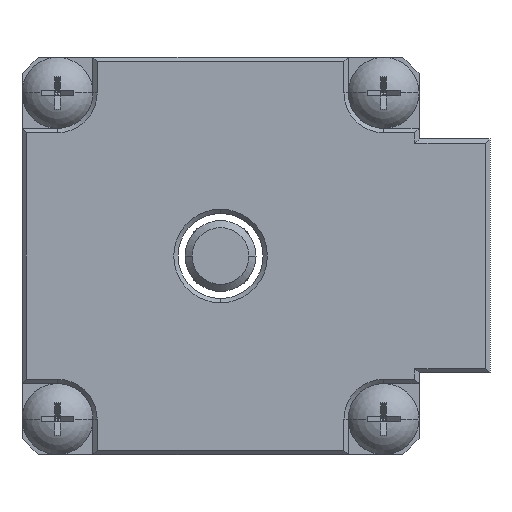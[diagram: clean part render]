
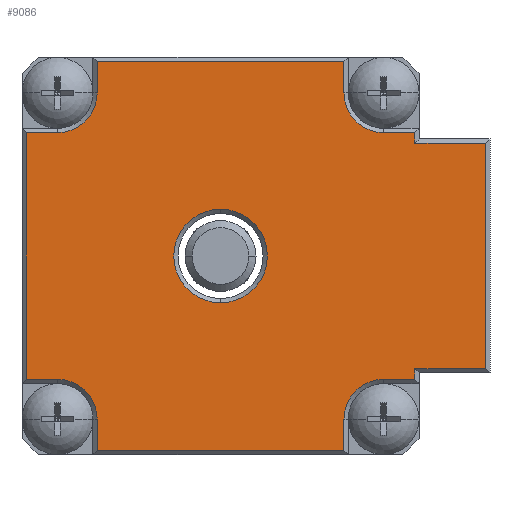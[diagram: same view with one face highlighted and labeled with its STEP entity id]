
A CAD part, front view. The second image highlights one B-rep face of the part: STEP entity #9086.
In plain terms, the highlighted planar face has unit normal (0, -1, 0).
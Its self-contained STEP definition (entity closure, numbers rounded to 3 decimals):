
#2165=DIRECTION('',(0.,0.,1.));
#2166=VECTOR('',#2165,0.75);
#2167=CARTESIAN_POINT('',(13.7,-2.5,7.95));
#2168=LINE('',#2167,#2166);
#2169=DIRECTION('',(-1.,0.,0.));
#2170=VECTOR('',#2169,5.);
#2171=CARTESIAN_POINT('',(18.7,-2.5,7.95));
#2172=LINE('',#2171,#2170);
#2173=DIRECTION('',(0.,0.,-1.));
#2174=VECTOR('',#2173,15.9);
#2175=CARTESIAN_POINT('',(18.7,-2.5,7.95));
#2176=LINE('',#2175,#2174);
#2177=DIRECTION('',(-1.,0.,0.));
#2178=VECTOR('',#2177,5.);
#2179=CARTESIAN_POINT('',(18.7,-2.5,-7.95));
#2180=LINE('',#2179,#2178);
#2181=DIRECTION('',(0.,0.,1.));
#2182=VECTOR('',#2181,0.75);
#2183=CARTESIAN_POINT('',(13.7,-2.5,-8.7));
#2184=LINE('',#2183,#2182);
#2185=DIRECTION('',(1.,0.,0.));
#2186=VECTOR('',#2185,2.2);
#2187=CARTESIAN_POINT('',(11.5,-2.5,
-8.7));
#2188=LINE('',#2187,#2186);
#2189=CARTESIAN_POINT('',(11.5,-2.5,-11.5));
#2190=DIRECTION('',(0.,1.,0.));
#2191=DIRECTION('',(-1.,0.,0.));
#2192=AXIS2_PLACEMENT_3D('',#2189,#2190,#2191);
#2194=DIRECTION('',(0.,0.,1.));
#2195=VECTOR('',#2194,2.2);
#2196=CARTESIAN_POINT('',(8.7,-2.5,-13.7));
#2197=LINE('',#2196,#2195);
#2198=DIRECTION('',(1.,0.,0.));
#2199=VECTOR('',#2198,17.4);
#2200=CARTESIAN_POINT('',(-8.7,-2.5,-13.7));
#2201=LINE('',#2200,#2199);
#2202=DIRECTION('',(0.,0.,-1.));
#2203=VECTOR('',#2202,2.2);
#2204=CARTESIAN_POINT('',(-8.7,-2.5,
-11.5));
#2205=LINE('',#2204,#2203);
#2206=CARTESIAN_POINT('',(-11.5,-2.5,-11.5));
#2207=DIRECTION('',(0.,1.,0.));
#2208=DIRECTION('',(0.,0.,1.));
#2209=AXIS2_PLACEMENT_3D('',#2206,#2207,#2208);
#2211=DIRECTION('',(1.,0.,0.));
#2212=VECTOR('',#2211,2.2);
#2213=CARTESIAN_POINT('',(-13.7,-2.5,-8.7));
#2214=LINE('',#2213,#2212);
#2215=DIRECTION('',(0.,0.,-1.));
#2216=VECTOR('',#2215,17.4);
#2217=CARTESIAN_POINT('',(-13.7,-2.5,8.7));
#2218=LINE('',#2217,#2216);
#2219=DIRECTION('',(-1.,0.,0.));
#2220=VECTOR('',#2219,2.2);
#2221=CARTESIAN_POINT('',(-11.5,-2.5,
8.7));
#2222=LINE('',#2221,#2220);
#2223=CARTESIAN_POINT('',(-11.5,-2.5,11.5));
#2224=DIRECTION('',(0.,1.,0.));
#2225=DIRECTION('',(1.,0.,0.));
#2226=AXIS2_PLACEMENT_3D('',#2223,#2224,#2225);
#2228=DIRECTION('',(0.,0.,-1.));
#2229=VECTOR('',#2228,2.2);
#2230=CARTESIAN_POINT('',(-8.7,-2.5,13.7));
#2231=LINE('',#2230,#2229);
#2232=DIRECTION('',(-1.,0.,0.));
#2233=VECTOR('',#2232,17.4);
#2234=CARTESIAN_POINT('',(8.7,-2.5,13.7));
#2235=LINE('',#2234,#2233);
#2236=DIRECTION('',(0.,0.,1.));
#2237=VECTOR('',#2236,2.2);
#2238=CARTESIAN_POINT('',(8.7,-2.5,11.5));
#2239=LINE('',#2238,#2237);
#2240=CARTESIAN_POINT('',(11.5,-2.5,11.5));
#2241=DIRECTION('',(0.,1.,0.));
#2242=DIRECTION('',(0.,0.,-1.));
#2243=AXIS2_PLACEMENT_3D('',#2240,#2241,#2242);
#2245=DIRECTION('',(-1.,0.,0.));
#2246=VECTOR('',#2245,2.2);
#2247=CARTESIAN_POINT('',(13.7,-2.5,8.7));
#2248=LINE('',#2247,#2246);
#2249=CARTESIAN_POINT('',(0.,-2.5,0.));
#2250=DIRECTION('',(0.,1.,0.));
#2251=DIRECTION('',(0.,0.,1.));
#2252=AXIS2_PLACEMENT_3D('',#2249,#2250,#2251);
#2254=CARTESIAN_POINT('',(0.,-2.5,0.));
#2255=DIRECTION('',(0.,1.,0.));
#2256=DIRECTION('',(0.,0.,-1.));
#2257=AXIS2_PLACEMENT_3D('',#2254,#2255,#2256);
#7535=CARTESIAN_POINT('',(13.7,-2.5,7.95));
#7536=CARTESIAN_POINT('',(13.7,-2.5,8.7));
#7537=VERTEX_POINT('',#7535);
#7538=VERTEX_POINT('',#7536);
#7541=CARTESIAN_POINT('',(18.7,-2.5,7.95));
#7542=VERTEX_POINT('',#7541);
#7543=CARTESIAN_POINT('',(18.7,-2.5,-7.95));
#7544=VERTEX_POINT('',#7543);
#7547=CARTESIAN_POINT('',(13.7,-2.5,-7.95));
#7548=VERTEX_POINT('',#7547);
#7551=CARTESIAN_POINT('',(13.7,-2.5,-8.7));
#7552=VERTEX_POINT('',#7551);
#7557=CARTESIAN_POINT('',(11.5,-2.5,
-8.7));
#7558=VERTEX_POINT('',#7557);
#7559=CARTESIAN_POINT('',(8.7,-2.5,-11.5));
#7560=VERTEX_POINT('',#7559);
#7563=CARTESIAN_POINT('',(8.7,-2.5,-13.7));
#7564=VERTEX_POINT('',#7563);
#7569=CARTESIAN_POINT('',(-8.7,-2.5,-13.7));
#7570=VERTEX_POINT('',#7569);
#7571=CARTESIAN_POINT('',(-13.7,-2.5,-8.7));
#7572=CARTESIAN_POINT('',(-11.5,-2.5,
-8.7));
#7573=VERTEX_POINT('',#7571);
#7574=VERTEX_POINT('',#7572);
#7579=CARTESIAN_POINT('',(-8.7,-2.5,-11.5));
#7580=VERTEX_POINT('',#7579);
#7585=CARTESIAN_POINT('',(-13.7,-2.5,8.7));
#7586=VERTEX_POINT('',#7585);
#7587=CARTESIAN_POINT('',(-8.7,-2.5,13.7));
#7588=CARTESIAN_POINT('',(-8.7,-2.5,
11.5));
#7589=VERTEX_POINT('',#7587);
#7590=VERTEX_POINT('',#7588);
#7595=CARTESIAN_POINT('',(-11.5,-2.5,8.7));
#7596=VERTEX_POINT('',#7595);
#7601=CARTESIAN_POINT('',(8.7,-2.5,13.7));
#7602=VERTEX_POINT('',#7601);
#7603=CARTESIAN_POINT('',(11.5,-2.5,8.7));
#7604=VERTEX_POINT('',#7603);
#7607=CARTESIAN_POINT('',(8.7,-2.5,11.5));
#7608=VERTEX_POINT('',#7607);
#7691=CARTESIAN_POINT('',(0.,-2.5,3.3));
#7692=CARTESIAN_POINT('',(0.,-2.5,-3.3));
#7693=VERTEX_POINT('',#7691);
#7694=VERTEX_POINT('',#7692);
#9034=CARTESIAN_POINT('',(0.,-2.5,0.));
#9035=DIRECTION('',(0.,1.,0.));
#9036=DIRECTION('',(0.,0.,-1.));
#9037=AXIS2_PLACEMENT_3D('',#9034,#9035,#9036);
#9038=PLANE('',#9037);
#9040=ORIENTED_EDGE('',*,*,#9039,.F.);
#9042=ORIENTED_EDGE('',*,*,#9041,.F.);
#9044=ORIENTED_EDGE('',*,*,#9043,.T.);
#9046=ORIENTED_EDGE('',*,*,#9045,.T.);
#9048=ORIENTED_EDGE('',*,*,#9047,.F.);
#9050=ORIENTED_EDGE('',*,*,#9049,.F.);
#9052=ORIENTED_EDGE('',*,*,#9051,.F.);
#9054=ORIENTED_EDGE('',*,*,#9053,.F.);
#9056=ORIENTED_EDGE('',*,*,#9055,.F.);
#9058=ORIENTED_EDGE('',*,*,#9057,.F.);
#9060=ORIENTED_EDGE('',*,*,#9059,.F.);
#9062=ORIENTED_EDGE('',*,*,#9061,.F.);
#9064=ORIENTED_EDGE('',*,*,#9063,.F.);
#9066=ORIENTED_EDGE('',*,*,#9065,.F.);
#9068=ORIENTED_EDGE('',*,*,#9067,.F.);
#9069=ORIENTED_EDGE('',*,*,#9024,.F.);
#9071=ORIENTED_EDGE('',*,*,#9070,.F.);
#9073=ORIENTED_EDGE('',*,*,#9072,.F.);
#9075=ORIENTED_EDGE('',*,*,#9074,.F.);
#9077=ORIENTED_EDGE('',*,*,#9076,.F.);
#9078=EDGE_LOOP('',(#9040,#9042,#9044,#9046,#9048,#9050,#9052,#9054,#9056,#9058,
#9060,#9062,#9064,#9066,#9068,#9069,#9071,#9073,#9075,#9077));
#9079=FACE_OUTER_BOUND('',#9078,.F.);
#9081=ORIENTED_EDGE('',*,*,#9080,.F.);
#9083=ORIENTED_EDGE('',*,*,#9082,.F.);
#9084=EDGE_LOOP('',(#9081,#9083));
#9085=FACE_BOUND('',#9084,.F.);
#9086=ADVANCED_FACE('',(#9079,#9085),#9038,.F.);
#2193=CIRCLE('',#2192,2.8);
#2210=CIRCLE('',#2209,2.8);
#2227=CIRCLE('',#2226,2.8);
#2244=CIRCLE('',#2243,2.8);
#2253=CIRCLE('',#2252,3.3);
#2258=CIRCLE('',#2257,3.3);
#9024=EDGE_CURVE('',#7589,#7590,#2231,.T.);
#9039=EDGE_CURVE('',#7537,#7538,#2168,.T.);
#9041=EDGE_CURVE('',#7542,#7537,#2172,.T.);
#9043=EDGE_CURVE('',#7542,#7544,#2176,.T.);
#9045=EDGE_CURVE('',#7544,#7548,#2180,.T.);
#9047=EDGE_CURVE('',#7552,#7548,#2184,.T.);
#9049=EDGE_CURVE('',#7558,#7552,#2188,.T.);
#9051=EDGE_CURVE('',#7560,#7558,#2193,.T.);
#9053=EDGE_CURVE('',#7564,#7560,#2197,.T.);
#9055=EDGE_CURVE('',#7570,#7564,#2201,.T.);
#9057=EDGE_CURVE('',#7580,#7570,#2205,.T.);
#9059=EDGE_CURVE('',#7574,#7580,#2210,.T.);
#9061=EDGE_CURVE('',#7573,#7574,#2214,.T.);
#9063=EDGE_CURVE('',#7586,#7573,#2218,.T.);
#9065=EDGE_CURVE('',#7596,#7586,#2222,.T.);
#9067=EDGE_CURVE('',#7590,#7596,#2227,.T.);
#9070=EDGE_CURVE('',#7602,#7589,#2235,.T.);
#9072=EDGE_CURVE('',#7608,#7602,#2239,.T.);
#9074=EDGE_CURVE('',#7604,#7608,#2244,.T.);
#9076=EDGE_CURVE('',#7538,#7604,#2248,.T.);
#9080=EDGE_CURVE('',#7693,#7694,#2253,.T.);
#9082=EDGE_CURVE('',#7694,#7693,#2258,.T.);
